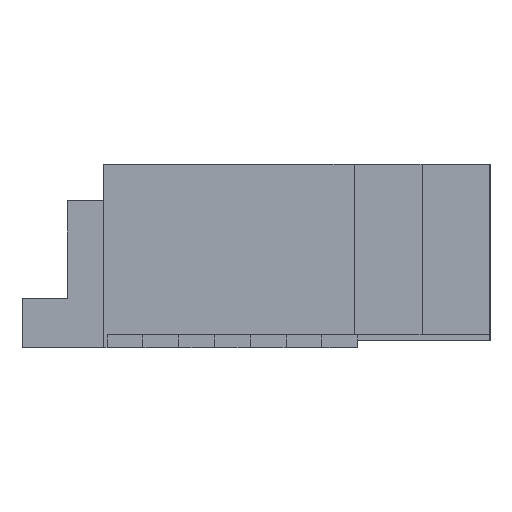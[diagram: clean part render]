
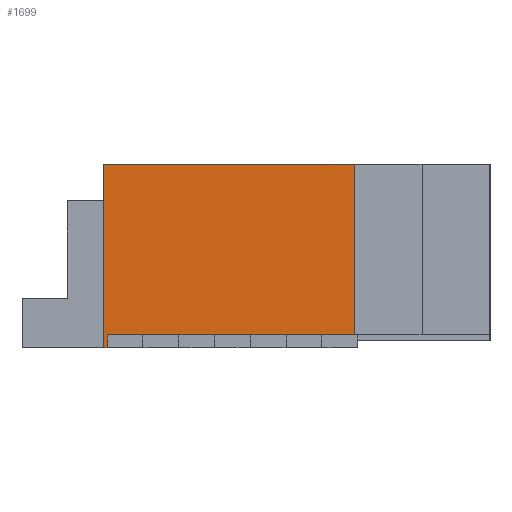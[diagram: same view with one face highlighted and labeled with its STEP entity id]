
A CAD part, left-side view. The second image highlights one B-rep face of the part: STEP entity #1699.
In plain terms, the highlighted planar face has unit normal (-1, 0, 0).
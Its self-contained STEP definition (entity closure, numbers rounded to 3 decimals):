
#40 = VERTEX_POINT('',#41);
#41 = CARTESIAN_POINT('',(-11.435,0.8,2.56));
#47 = EDGE_CURVE('',#48,#40,#50,.T.);
#48 = VERTEX_POINT('',#49);
#49 = CARTESIAN_POINT('',(-11.435,0.8,0.));
#50 = LINE('',#51,#52);
#51 = CARTESIAN_POINT('',(-11.435,0.8,0.));
#52 = VECTOR('',#53,1.);
#53 = DIRECTION('',(0.,0.,1.));
#737 = VERTEX_POINT('',#738);
#738 = CARTESIAN_POINT('',(-11.435,0.75,0.));
#744 = EDGE_CURVE('',#48,#737,#745,.T.);
#745 = LINE('',#746,#747);
#746 = CARTESIAN_POINT('',(-11.435,0.8,0.));
#747 = VECTOR('',#748,1.);
#748 = DIRECTION('',(0.,-1.,0.));
#1699 = ADVANCED_FACE('',(#1700),#1734,.F.);
#1700 = FACE_BOUND('',#1701,.F.);
#1701 = EDGE_LOOP('',(#1702,#1703,#1704,#1712,#1720,#1728));
#1702 = ORIENTED_EDGE('',*,*,#744,.F.);
#1703 = ORIENTED_EDGE('',*,*,#47,.T.);
#1704 = ORIENTED_EDGE('',*,*,#1705,.T.);
#1705 = EDGE_CURVE('',#40,#1706,#1708,.T.);
#1706 = VERTEX_POINT('',#1707);
#1707 = CARTESIAN_POINT('',(-11.435,-2.7,2.56));
#1708 = LINE('',#1709,#1710);
#1709 = CARTESIAN_POINT('',(-11.435,0.8,2.56));
#1710 = VECTOR('',#1711,1.);
#1711 = DIRECTION('',(0.,-1.,0.));
#1712 = ORIENTED_EDGE('',*,*,#1713,.F.);
#1713 = EDGE_CURVE('',#1714,#1706,#1716,.T.);
#1714 = VERTEX_POINT('',#1715);
#1715 = CARTESIAN_POINT('',(-11.435,-2.7,0.18));
#1716 = LINE('',#1717,#1718);
#1717 = CARTESIAN_POINT('',(-11.435,-2.7,0.));
#1718 = VECTOR('',#1719,1.);
#1719 = DIRECTION('',(0.,0.,1.));
#1720 = ORIENTED_EDGE('',*,*,#1721,.F.);
#1721 = EDGE_CURVE('',#1722,#1714,#1724,.T.);
#1722 = VERTEX_POINT('',#1723);
#1723 = CARTESIAN_POINT('',(-11.435,0.75,0.18));
#1724 = LINE('',#1725,#1726);
#1725 = CARTESIAN_POINT('',(-11.435,-0.1,0.18));
#1726 = VECTOR('',#1727,1.);
#1727 = DIRECTION('',(0.,-1.,0.));
#1728 = ORIENTED_EDGE('',*,*,#1729,.T.);
#1729 = EDGE_CURVE('',#1722,#737,#1730,.T.);
#1730 = LINE('',#1731,#1732);
#1731 = CARTESIAN_POINT('',(-11.435,0.75,0.));
#1732 = VECTOR('',#1733,1.);
#1733 = DIRECTION('',(-0.,0.,-1.));
#1734 = PLANE('',#1735);
#1735 = AXIS2_PLACEMENT_3D('',#1736,#1737,#1738);
#1736 = CARTESIAN_POINT('',(-11.435,0.8,0.));
#1737 = DIRECTION('',(1.,0.,0.));
#1738 = DIRECTION('',(0.,-1.,0.));
